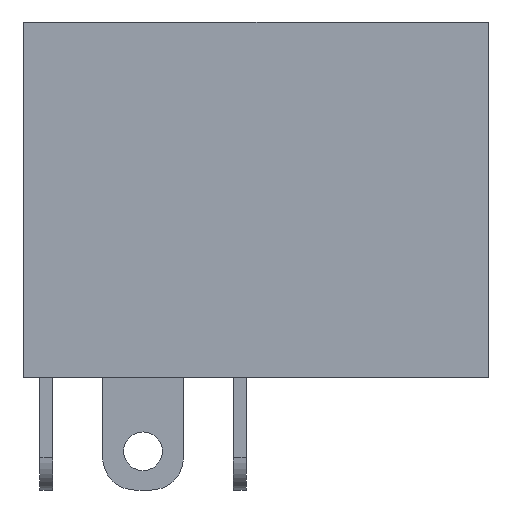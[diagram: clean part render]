
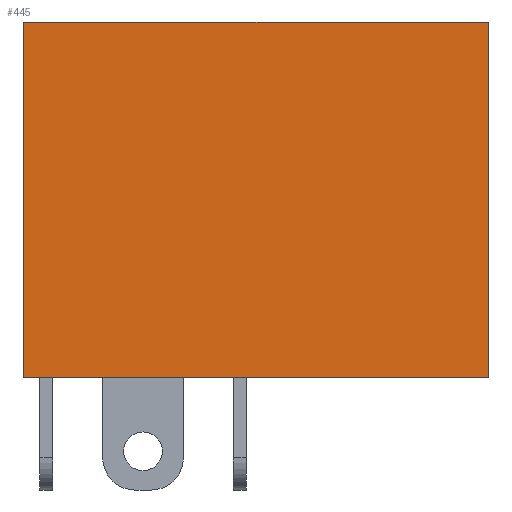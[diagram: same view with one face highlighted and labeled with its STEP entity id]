
A CAD part, left-side view. The second image highlights one B-rep face of the part: STEP entity #445.
In plain terms, the highlighted planar face has unit normal (-1, 0, 0).
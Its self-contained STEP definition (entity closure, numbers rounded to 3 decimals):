
#235 = EDGE_CURVE('',#236,#238,#240,.T.);
#236 = VERTEX_POINT('',#237);
#237 = CARTESIAN_POINT('',(0.,0.,-11.));
#238 = VERTEX_POINT('',#239);
#239 = CARTESIAN_POINT('',(0.,14.4,-11.));
#240 = LINE('',#241,#242);
#241 = CARTESIAN_POINT('',(0.,0.,-11.));
#242 = VECTOR('',#243,1.);
#243 = DIRECTION('',(0.,1.,0.));
#445 = ADVANCED_FACE('',(#446),#471,.T.);
#446 = FACE_BOUND('',#447,.T.);
#447 = EDGE_LOOP('',(#448,#458,#464,#465));
#448 = ORIENTED_EDGE('',*,*,#449,.T.);
#449 = EDGE_CURVE('',#450,#452,#454,.T.);
#450 = VERTEX_POINT('',#451);
#451 = CARTESIAN_POINT('',(0.,0.,0.));
#452 = VERTEX_POINT('',#453);
#453 = CARTESIAN_POINT('',(0.,14.4,0.));
#454 = LINE('',#455,#456);
#455 = CARTESIAN_POINT('',(0.,0.,0.));
#456 = VECTOR('',#457,1.);
#457 = DIRECTION('',(0.,1.,0.));
#458 = ORIENTED_EDGE('',*,*,#459,.T.);
#459 = EDGE_CURVE('',#452,#238,#460,.T.);
#460 = LINE('',#461,#462);
#461 = CARTESIAN_POINT('',(0.,14.4,0.));
#462 = VECTOR('',#463,1.);
#463 = DIRECTION('',(0.,0.,-1.));
#464 = ORIENTED_EDGE('',*,*,#235,.F.);
#465 = ORIENTED_EDGE('',*,*,#466,.F.);
#466 = EDGE_CURVE('',#450,#236,#467,.T.);
#467 = LINE('',#468,#469);
#468 = CARTESIAN_POINT('',(0.,0.,0.));
#469 = VECTOR('',#470,1.);
#470 = DIRECTION('',(0.,0.,-1.));
#471 = PLANE('',#472);
#472 = AXIS2_PLACEMENT_3D('',#473,#474,#475);
#473 = CARTESIAN_POINT('',(0.,0.,0.));
#474 = DIRECTION('',(-1.,0.,0.));
#475 = DIRECTION('',(0.,0.,-1.));
